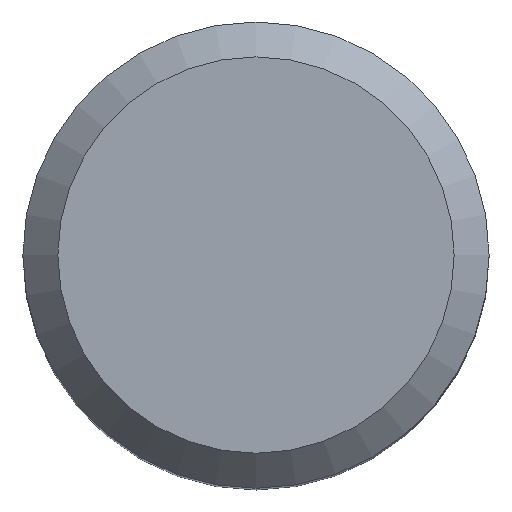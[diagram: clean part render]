
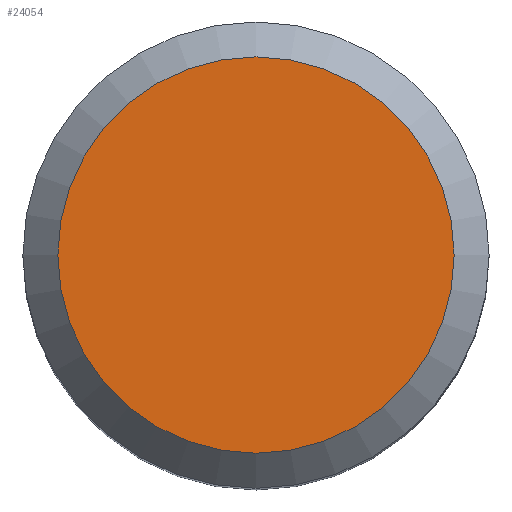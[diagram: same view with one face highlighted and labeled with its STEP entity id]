
A CAD part, top view. The second image highlights one B-rep face of the part: STEP entity #24054.
In plain terms, the highlighted planar face has unit normal (0, 0, 1).
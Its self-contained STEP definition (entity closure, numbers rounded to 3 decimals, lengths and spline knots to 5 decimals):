
#1757=PLANE('',#26828);
#3330=FACE_OUTER_BOUND('',#5092,.T.);
#5092=EDGE_LOOP('',(#20456));
#8955=CIRCLE('',#26825,0.425);
#10808=VERTEX_POINT('',#58128);
#14025=EDGE_CURVE('',#10808,#10808,#8955,.T.);
#20456=ORIENTED_EDGE('',*,*,#14025,.F.);
#24054=ADVANCED_FACE('',(#3330),#1757,.T.);
#26825=AXIS2_PLACEMENT_3D('',#58129,#33400,#33401);
#26828=AXIS2_PLACEMENT_3D('',#58133,#33406,#33407);
#33400=DIRECTION('center_axis',(0.,0.,
-1.));
#33401=DIRECTION('ref_axis',(1.,0.,0.));
#33406=DIRECTION('center_axis',(0.,0.,
1.));
#33407=DIRECTION('ref_axis',(1.,0.,0.));
#58128=CARTESIAN_POINT('',(-0.425,0.,3.16));
#58129=CARTESIAN_POINT('Origin',(0.,0.,
3.16));
#58133=CARTESIAN_POINT('Origin',(0.,0.,
3.16));
